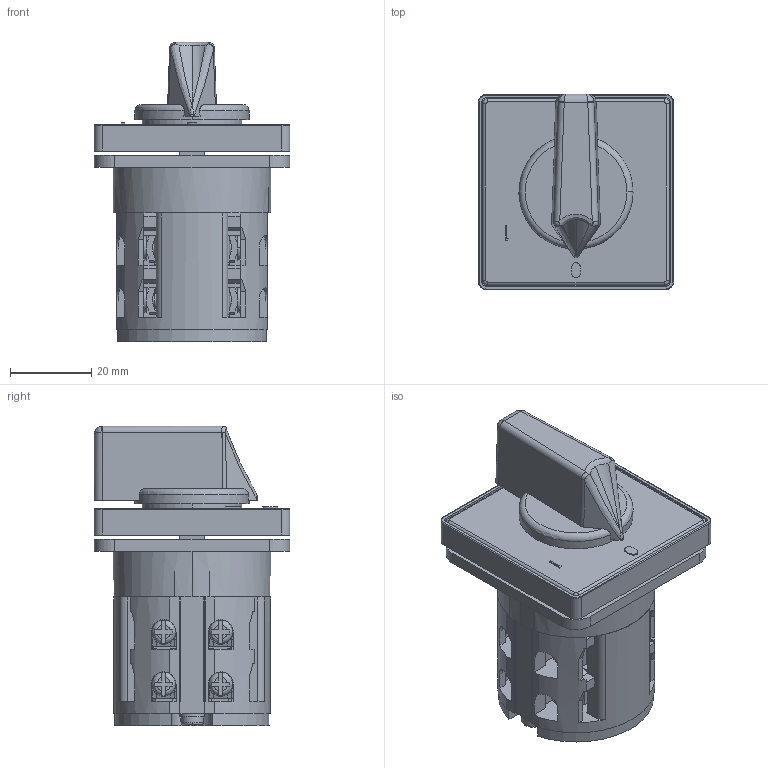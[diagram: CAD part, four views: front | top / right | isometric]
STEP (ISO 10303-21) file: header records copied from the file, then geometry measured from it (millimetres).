
FILE_DESCRIPTION (( 'STEP AP203' ), '1' );
FILE_NAME ('PS 10 2 BLOKA -8V.STEP', '2016-09-14T07:33:35', ( 'Dzalev' ), ( 'RK' ), 'SwSTEP 2.0', 'SolidWorks 2011', '' );
FILE_SCHEMA (( 'CONFIG_CONTROL_DESIGN' ));
Products named in the file (1): PS 10 2 BLOKA -8V
Bounding box: 48.14 x 48.14 x 73.72 mm (x, y, z)
Volume: 61673.5 mm3; surface area: 35453.4 mm2
Topology: 1 solids, 1 shells, 2409 faces, 7194 edges, 4674 vertices
Faces by surface type: plane 1396, cylinder 684, bspline 243, torus 45, cone 39, sphere 2
Entity records: 91878 total; most frequent: CARTESIAN_POINT 29306, ORIENTED_EDGE 14248, DIRECTION 11665, EDGE_CURVE 7124, VERTEX_POINT 4672, VECTOR 4537, LINE 4537, AXIS2_PLACEMENT_3D 3564
